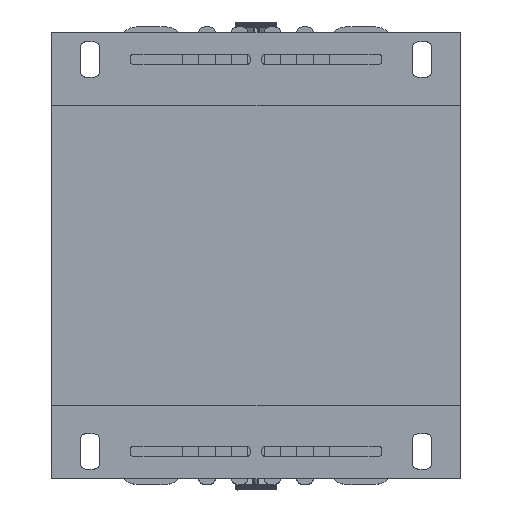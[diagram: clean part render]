
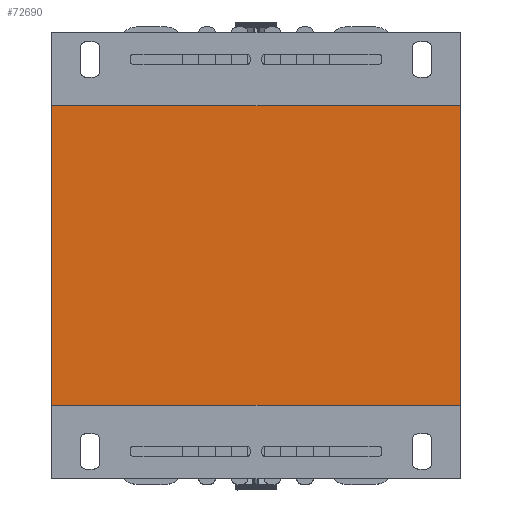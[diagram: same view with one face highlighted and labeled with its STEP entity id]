
A CAD part, top view. The second image highlights one B-rep face of the part: STEP entity #72690.
In plain terms, the highlighted planar face has unit normal (0, 0, 1).
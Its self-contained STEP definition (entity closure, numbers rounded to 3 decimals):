
#2342=FACE_OUTER_BOUND('',#6044,.T.);
#6044=EDGE_LOOP('',(#45347,#45348,#45349,#45350));
#9900=LINE('',#100164,#19007);
#9934=LINE('',#100248,#19041);
#9936=LINE('',#100252,#19043);
#9937=LINE('',#100253,#19044);
#19007=VECTOR('',#81463,1.);
#19041=VECTOR('',#81541,10.);
#19043=VECTOR('',#81545,1.);
#19044=VECTOR('',#81546,1.);
#28113=VERTEX_POINT('',#100160);
#28115=VERTEX_POINT('',#100163);
#28143=VERTEX_POINT('',#100247);
#28144=VERTEX_POINT('',#100251);
#34889=EDGE_CURVE('',#28115,#28113,#9900,.T.);
#34931=EDGE_CURVE('',#28115,#28143,#9934,.T.);
#34933=EDGE_CURVE('',#28144,#28113,#9936,.T.);
#34934=EDGE_CURVE('',#28144,#28143,#9937,.T.);
#45347=ORIENTED_EDGE('',*,*,#34933,.F.);
#45348=ORIENTED_EDGE('',*,*,#34934,.T.);
#45349=ORIENTED_EDGE('',*,*,#34931,.F.);
#45350=ORIENTED_EDGE('',*,*,#34889,.T.);
#66060=PLANE('',#76684);
#72690=ADVANCED_FACE('',(#2342),#66060,.T.);
#76684=AXIS2_PLACEMENT_3D('',#100250,#81543,#81544);
#81463=DIRECTION('',(1.,0.,0.));
#81541=DIRECTION('',(0.,1.,0.));
#81543=DIRECTION('center_axis',(0.,0.,1.));
#81544=DIRECTION('ref_axis',(0.,-1.,0.));
#81545=DIRECTION('',(0.,-1.,0.));
#81546=DIRECTION('',(-1.,0.,0.));
#100160=CARTESIAN_POINT('',(765.285,-394.691,87.5));
#100163=CARTESIAN_POINT('',(615.285,-394.691,87.5));
#100164=CARTESIAN_POINT('',(765.285,-394.691,87.5));
#100247=CARTESIAN_POINT('',(615.285,-284.691,87.5));
#100248=CARTESIAN_POINT('',(615.285,-294.691,87.5));
#100250=CARTESIAN_POINT('Origin',(615.285,-294.691,87.5));
#100251=CARTESIAN_POINT('',(765.285,-284.691,87.5));
#100252=CARTESIAN_POINT('',(765.285,-294.691,87.5));
#100253=CARTESIAN_POINT('',(765.285,-284.691,87.5));
